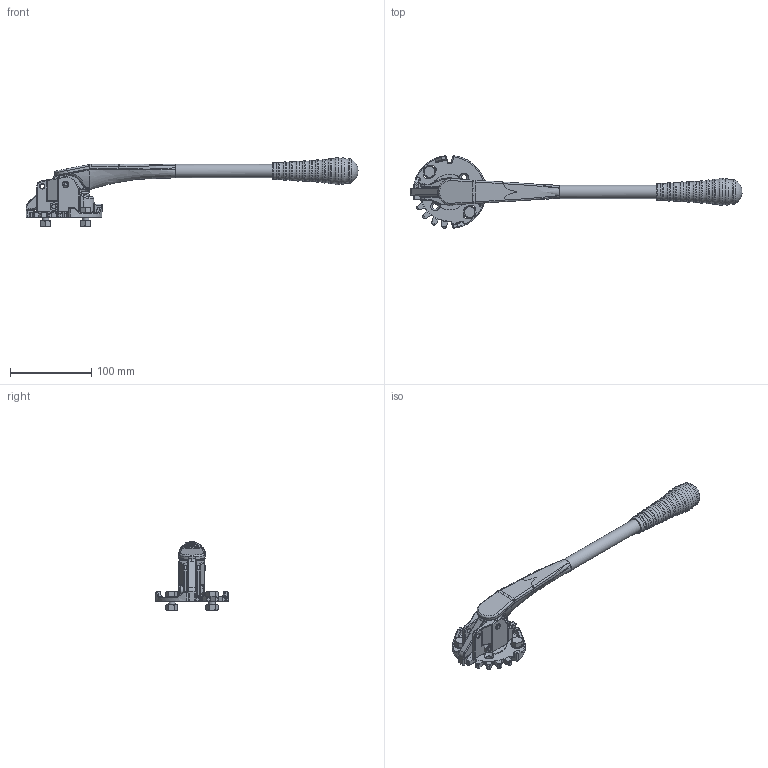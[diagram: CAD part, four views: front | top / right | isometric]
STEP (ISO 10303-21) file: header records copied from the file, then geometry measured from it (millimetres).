
FILE_DESCRIPTION(('HOOPS Exchange Step'),'2;1');
FILE_NAME('Handhebel_HB02_Gr2_F07_17mm_362mm.stp','2025-03-07T16:52:42+01:00',('nieru'),('Unknown organisation'),'HOOPS Exchange 2024.2','HOOPS Exchange','Unknown authorisation');
FILE_SCHEMA( ('AP203_CONFIGURATION_CONTROLLED_3D_DESIGN_OF_MECHANICAL_PARTS_AND_ASSEMBLIES_MIM_LF') );
Length unit declared in the file: millimetre
Products named in the file (2): 0; root
Assembly tree (1 placements, depth 2):
  root
    0
Bounding box: 408.94 x 89.18 x 84.86 mm (x, y, z)
Volume: 179188.5 mm3; surface area: 71446.2 mm2
Topology: 13 solids, 14 shells, 798 faces, 1990 edges, 1178 vertices
Faces by surface type: cylinder 240, plane 173, bspline 153, torus 137, cone 71, sphere 24
Full cylindrical faces by diameter (mm): 4.812 x1, 5.661 x1, 6.8 x2, 8 x2, 9.199 x1, 9.5 x1, 15.643 x2, 20.5 x1
Entity records: 53656 total; most frequent: CARTESIAN_POINT 36766, ORIENTED_EDGE 3892, DIRECTION 2970, EDGE_CURVE 1946, AXIS2_PLACEMENT_3D 1239, VERTEX_POINT 1178, EDGE_LOOP 832, FACE_BOUND 832
